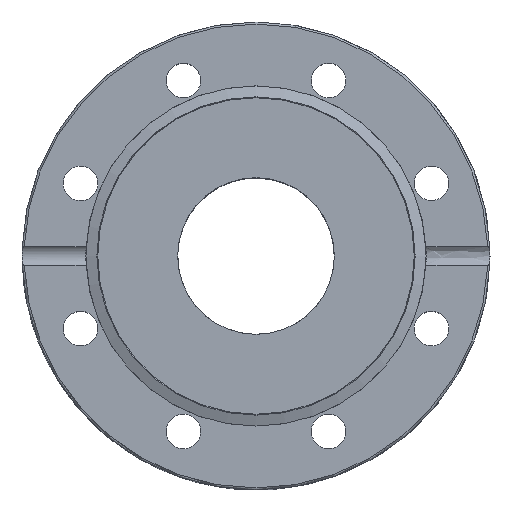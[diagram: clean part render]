
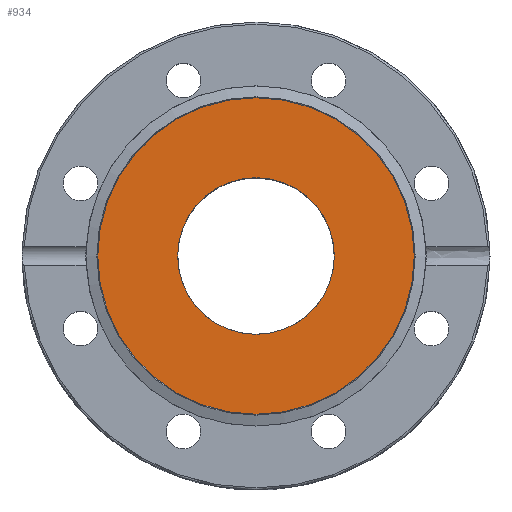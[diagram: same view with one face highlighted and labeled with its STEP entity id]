
A CAD part, top view. The second image highlights one B-rep face of the part: STEP entity #934.
In plain terms, the highlighted planar face has unit normal (0, 0, 1).
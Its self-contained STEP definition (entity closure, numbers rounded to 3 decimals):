
#163=CARTESIAN_POINT('',(-19.,0.,16.3));
#164=VERTEX_POINT('',#163);
#165=CARTESIAN_POINT('',(0.,0.,16.3));
#166=DIRECTION('',(0.0,0.0,-1.0));
#167=DIRECTION('',(1.0,0.0,0.0));
#168=AXIS2_PLACEMENT_3D('',#165,#166,#167);
#169=CIRCLE('',#168,19.);
#170=EDGE_CURVE('',#164,#164,#169,.T.);
#908=CARTESIAN_POINT('',(0.0,-38.382,16.3));
#909=VERTEX_POINT('',#908);
#910=CARTESIAN_POINT('',(0.0,0.,16.3));
#911=DIRECTION('',(0.0,0.0,-1.0));
#912=DIRECTION('',(0.0,-1.0,0.0));
#913=AXIS2_PLACEMENT_3D('',#910,#911,#912);
#914=CIRCLE('',#913,38.382);
#915=EDGE_CURVE('',#909,#909,#914,.T.);
#923=CARTESIAN_POINT('',(0.0,-19.191,16.3));
#924=DIRECTION('',(0.0,0.0,-1.0));
#925=DIRECTION('',(-1.0,0.0,0.0));
#926=AXIS2_PLACEMENT_3D('',#923,#924,#925);
#927=PLANE('',#926);
#928=ORIENTED_EDGE('',*,*,#915,.F.);
#929=EDGE_LOOP('',(#928));
#930=FACE_OUTER_BOUND('',#929,.T.);
#931=ORIENTED_EDGE('',*,*,#170,.T.);
#932=EDGE_LOOP('',(#931));
#933=FACE_BOUND('',#932,.T.);
#934=ADVANCED_FACE('',(#930,#933),#927,.F.);
